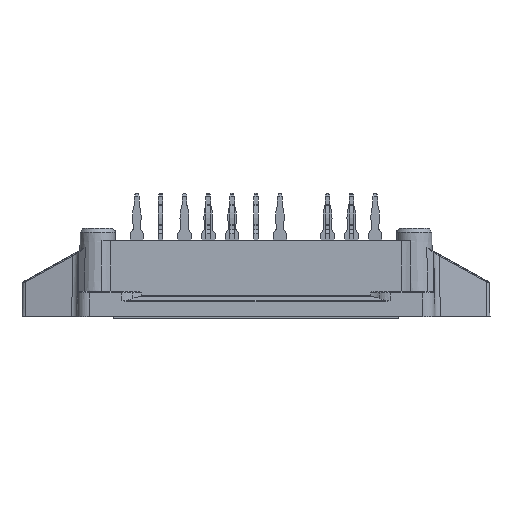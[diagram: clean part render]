
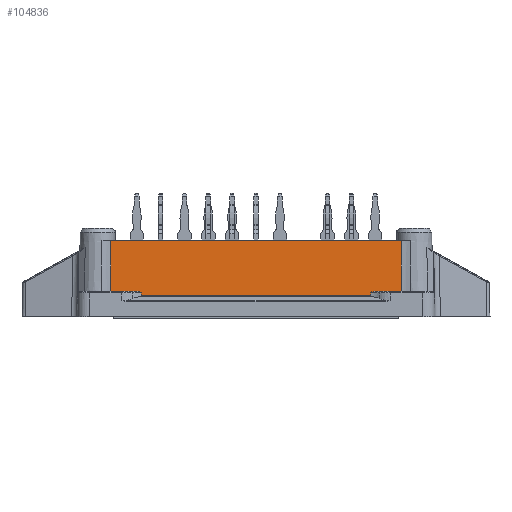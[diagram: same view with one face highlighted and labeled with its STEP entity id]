
A CAD part, front view. The second image highlights one B-rep face of the part: STEP entity #104836.
In plain terms, the highlighted planar face has unit normal (0, -1, 0.018).
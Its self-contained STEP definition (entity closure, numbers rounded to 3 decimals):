
#1925=PLANE('',#110246);
#7782=LINE('',#142311,#15246);
#8222=LINE('',#144926,#15686);
#8223=LINE('',#144942,#15687);
#8224=LINE('',#144953,#15688);
#15246=VECTOR('',#118588,1000.);
#15686=VECTOR('',#120046,1000.);
#15687=VECTOR('',#120047,1000.);
#15688=VECTOR('',#120048,1000.);
#24310=ORIENTED_EDGE('',*,*,#46641,.F.);
#24311=ORIENTED_EDGE('',*,*,#46642,.T.);
#24312=ORIENTED_EDGE('',*,*,#46643,.F.);
#24313=ORIENTED_EDGE('',*,*,#46644,.T.);
#24314=ORIENTED_EDGE('',*,*,#46645,.T.);
#24315=ORIENTED_EDGE('',*,*,#46646,.T.);
#24316=ORIENTED_EDGE('',*,*,#45657,.F.);
#24317=ORIENTED_EDGE('',*,*,#46647,.T.);
#24318=ORIENTED_EDGE('',*,*,#46648,.F.);
#24319=ORIENTED_EDGE('',*,*,#46649,.T.);
#45657=EDGE_CURVE('',#56865,#56866,#7782,.T.);
#46641=EDGE_CURVE('',#57768,#57769,#62960,.T.);
#46642=EDGE_CURVE('',#57768,#57770,#8222,.T.);
#46643=EDGE_CURVE('',#57771,#57770,#62961,.T.);
#46644=EDGE_CURVE('',#57771,#57772,#62962,.T.);
#46645=EDGE_CURVE('',#57772,#57773,#8223,.T.);
#46646=EDGE_CURVE('',#57773,#56866,#62963,.T.);
#46647=EDGE_CURVE('',#56865,#57774,#62964,.T.);
#46648=EDGE_CURVE('',#57775,#57774,#8224,.T.);
#46649=EDGE_CURVE('',#57775,#57769,#62965,.T.);
#56865=VERTEX_POINT('',#142310);
#56866=VERTEX_POINT('',#142312);
#57768=VERTEX_POINT('',#144924);
#57769=VERTEX_POINT('',#144925);
#57770=VERTEX_POINT('',#144927);
#57771=VERTEX_POINT('',#144932);
#57772=VERTEX_POINT('',#144941);
#57773=VERTEX_POINT('',#144943);
#57774=VERTEX_POINT('',#144952);
#57775=VERTEX_POINT('',#144954);
#62960=B_SPLINE_CURVE_WITH_KNOTS('',3,(#144920,#144921,#144922,#144923),
 .UNSPECIFIED.,.F.,.F.,(4,4),(0.001,0.001),
 .UNSPECIFIED.);
#62961=B_SPLINE_CURVE_WITH_KNOTS('',3,(#144928,#144929,#144930,#144931),
 .UNSPECIFIED.,.F.,.F.,(4,4),(0.,0.001),
 .UNSPECIFIED.);
#62962=B_SPLINE_CURVE_WITH_KNOTS('',3,(#144933,#144934,#144935,#144936,
#144937,#144938,#144939,#144940),.UNSPECIFIED.,.F.,.F.,(4,1,1,1,1,4),(0.,
0.,0.,0.,0.001,
0.001),.UNSPECIFIED.);
#62963=B_SPLINE_CURVE_WITH_KNOTS('',3,(#144944,#144945,#144946,#144947),
 .UNSPECIFIED.,.F.,.F.,(4,4),(0.,0.007),.UNSPECIFIED.);
#62964=B_SPLINE_CURVE_WITH_KNOTS('',3,(#144948,#144949,#144950,#144951),
 .UNSPECIFIED.,.F.,.F.,(4,4),(0.,0.007),
 .UNSPECIFIED.);
#62965=B_SPLINE_CURVE_WITH_KNOTS('',3,(#144955,#144956,#144957,#144958,
#144959,#144960,#144961),.UNSPECIFIED.,.F.,.F.,(4,1,1,1,4),(0.,0.,
0.001,0.001,0.001),
 .UNSPECIFIED.);
#63389=EDGE_LOOP('',(#24310,#24311,#24312,#24313,#24314,#24315,#24316,#24317,
#24318,#24319));
#68137=FACE_BOUND('',#63389,.T.);
#104836=ADVANCED_FACE('',(#68137),#1925,.T.);
#110246=AXIS2_PLACEMENT_3D('',#144919,#120044,#120045);
#118588=DIRECTION('',(1.,0.,0.));
#120044=DIRECTION('',(0.,-1.,0.017));
#120045=DIRECTION('',(0.,-0.017,-1.));
#120046=DIRECTION('',(1.,0.,0.));
#120047=DIRECTION('',(1.,0.,0.));
#120048=DIRECTION('',(-1.,0.,0.));
#142310=CARTESIAN_POINT('',(-19.525,-27.653,10.2));
#142311=CARTESIAN_POINT('',(-26.5,-27.653,10.2));
#142312=CARTESIAN_POINT('',(19.525,-27.653,10.2));
#144919=CARTESIAN_POINT('',(-26.5,-27.78,2.9));
#144920=CARTESIAN_POINT('',(-15.378,-27.781,2.822));
#144921=CARTESIAN_POINT('',(-15.379,-27.779,2.949));
#144922=CARTESIAN_POINT('',(-15.379,-27.777,3.076));
#144923=CARTESIAN_POINT('',(-15.379,-27.775,3.203));
#144924=CARTESIAN_POINT('',(-15.378,-27.781,2.822));
#144925=CARTESIAN_POINT('',(-15.379,-27.775,3.203));
#144926=CARTESIAN_POINT('',(-26.5,-27.781,2.822));
#144927=CARTESIAN_POINT('',(15.378,-27.781,2.822));
#144928=CARTESIAN_POINT('',(15.379,-27.775,3.203));
#144929=CARTESIAN_POINT('',(15.379,-27.777,3.076));
#144930=CARTESIAN_POINT('',(15.379,-27.779,2.949));
#144931=CARTESIAN_POINT('',(15.378,-27.781,2.822));
#144932=CARTESIAN_POINT('',(15.379,-27.775,3.203));
#144933=CARTESIAN_POINT('',(15.379,-27.775,3.203));
#144934=CARTESIAN_POINT('',(15.379,-27.774,3.235));
#144935=CARTESIAN_POINT('',(15.441,-27.773,3.274));
#144936=CARTESIAN_POINT('',(15.55,-27.773,3.32));
#144937=CARTESIAN_POINT('',(15.702,-27.772,3.361));
#144938=CARTESIAN_POINT('',(15.882,-27.771,3.392));
#144939=CARTESIAN_POINT('',(16.005,-27.771,3.4));
#144940=CARTESIAN_POINT('',(16.067,-27.771,3.4));
#144941=CARTESIAN_POINT('',(16.067,-27.771,3.4));
#144942=CARTESIAN_POINT('',(-26.5,-27.771,3.4));
#144943=CARTESIAN_POINT('',(19.511,-27.771,3.4));
#144944=CARTESIAN_POINT('',(19.511,-27.771,3.4));
#144945=CARTESIAN_POINT('',(19.516,-27.732,5.667));
#144946=CARTESIAN_POINT('',(19.521,-27.692,7.933));
#144947=CARTESIAN_POINT('',(19.525,-27.653,10.2));
#144948=CARTESIAN_POINT('',(-19.525,-27.653,10.2));
#144949=CARTESIAN_POINT('',(-19.521,-27.692,7.933));
#144950=CARTESIAN_POINT('',(-19.516,-27.732,5.667));
#144951=CARTESIAN_POINT('',(-19.511,-27.771,3.4));
#144952=CARTESIAN_POINT('',(-19.511,-27.771,3.4));
#144953=CARTESIAN_POINT('',(-26.5,-27.771,3.4));
#144954=CARTESIAN_POINT('',(-16.067,-27.771,3.4));
#144955=CARTESIAN_POINT('',(-16.067,-27.771,3.4));
#144956=CARTESIAN_POINT('',(-15.944,-27.771,3.4));
#144957=CARTESIAN_POINT('',(-15.762,-27.772,3.377));
#144958=CARTESIAN_POINT('',(-15.549,-27.773,3.32));
#144959=CARTESIAN_POINT('',(-15.44,-27.773,3.273));
#144960=CARTESIAN_POINT('',(-15.379,-27.774,3.235));
#144961=CARTESIAN_POINT('',(-15.379,-27.775,3.203));
